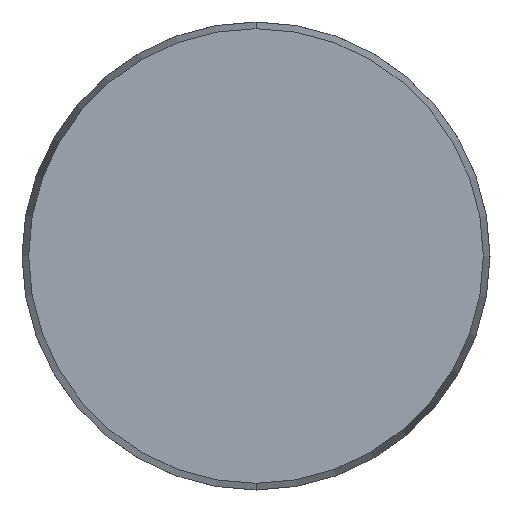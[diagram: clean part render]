
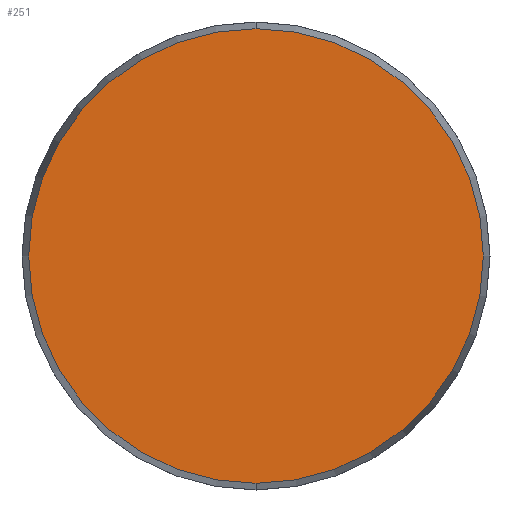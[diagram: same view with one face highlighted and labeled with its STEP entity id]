
A CAD part, front view. The second image highlights one B-rep face of the part: STEP entity #251.
In plain terms, the highlighted planar face has unit normal (0, -1, 0).
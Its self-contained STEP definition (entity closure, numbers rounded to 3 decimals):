
#66 = DIRECTION ( 'NONE',  ( 0., 0., -1. ) ) ;
#101 = ORIENTED_EDGE ( 'NONE', *, *, #759, .T. ) ;
#127 = VERTEX_POINT ( 'NONE', #349 ) ;
#129 = CIRCLE ( 'NONE', #684, 29.143 ) ;
#132 = CARTESIAN_POINT ( 'NONE',  ( -29.143, 0., 0. ) ) ;
#217 = CARTESIAN_POINT ( 'NONE',  ( 0., 0., 29.143 ) ) ;
#251 = ADVANCED_FACE ( 'NONE', ( #666 ), #439, .F. ) ;
#294 = EDGE_CURVE ( 'NONE', #127, #361, #715, .T. ) ;
#349 = CARTESIAN_POINT ( 'NONE',  ( 0., 0., -29.143 ) ) ;
#360 = CARTESIAN_POINT ( 'NONE',  ( 0., 0., 0. ) ) ;
#361 = VERTEX_POINT ( 'NONE', #217 ) ;
#365 = AXIS2_PLACEMENT_3D ( 'NONE', #132, #893, #368 ) ;
#368 = DIRECTION ( 'NONE',  ( 0., 0., 1. ) ) ;
#429 = ORIENTED_EDGE ( 'NONE', *, *, #294, .T. ) ;
#439 = PLANE ( 'NONE',  #365 ) ;
#440 = EDGE_LOOP ( 'NONE', ( #101, #429 ) ) ;
#493 = AXIS2_PLACEMENT_3D ( 'NONE', #360, #660, #962 ) ;
#583 = CARTESIAN_POINT ( 'NONE',  ( 0., 0., 0. ) ) ;
#660 = DIRECTION ( 'NONE',  ( 0., -1., 0. ) ) ;
#666 = FACE_OUTER_BOUND ( 'NONE', #440, .T. ) ;
#684 = AXIS2_PLACEMENT_3D ( 'NONE', #583, #891, #66 ) ;
#715 = CIRCLE ( 'NONE', #493, 29.143 ) ;
#759 = EDGE_CURVE ( 'NONE', #361, #127, #129, .T. ) ;
#891 = DIRECTION ( 'NONE',  ( 0., -1., 0. ) ) ;
#893 = DIRECTION ( 'NONE',  ( 0., 1., 0. ) ) ;
#962 = DIRECTION ( 'NONE',  ( 0., 0., -1. ) ) ;
